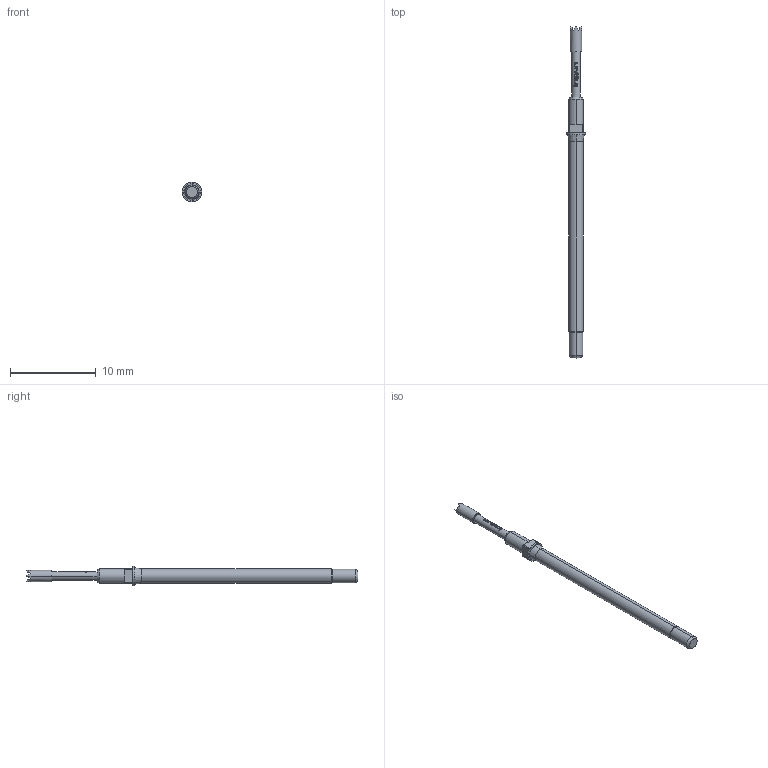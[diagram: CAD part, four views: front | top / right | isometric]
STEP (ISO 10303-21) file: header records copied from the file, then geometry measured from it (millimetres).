
FILE_DESCRIPTION (( 'STEP AP203' ), '1' );
FILE_NAME ('INGUN_GKS-112_306_130_R_xx05_M.STEP', '2022-01-18T11:16:31', ( 'ochi' ), ( '' ), 'SwSTEP 2.0', 'SolidWorks 2018', '' );
FILE_SCHEMA (( 'CONFIG_CONTROL_DESIGN' ));
Length unit declared in the file: millimetre
Products named in the file (1): INGUN_GKS-112_306_130_R_xx05_M
Bounding box: 2.3 x 38.8 x 2.3 mm (x, y, z)
Volume: 74.3 mm3; surface area: 196.9 mm2
Topology: 1 solids, 1 shells, 132 faces, 322 edges, 201 vertices
Faces by surface type: plane 84, bspline 22, cylinder 18, cone 6, torus 2
Entity records: 4157 total; most frequent: CARTESIAN_POINT 1222, ORIENTED_EDGE 644, DIRECTION 516, EDGE_CURVE 322, VERTEX_POINT 201, AXIS2_PLACEMENT_3D 191, EDGE_LOOP 141, LINE 134
